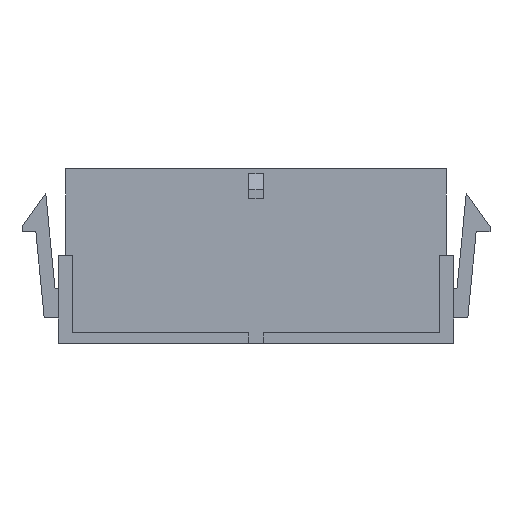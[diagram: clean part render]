
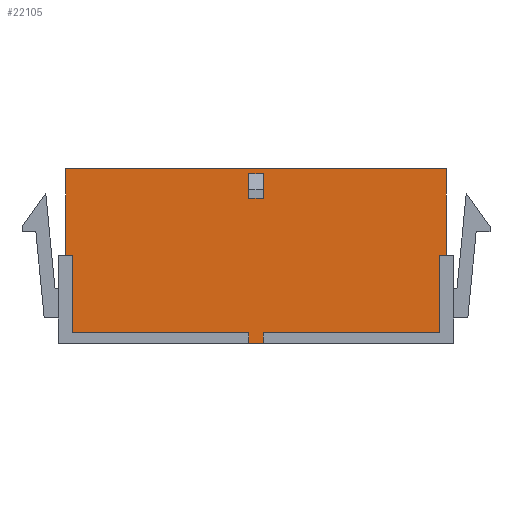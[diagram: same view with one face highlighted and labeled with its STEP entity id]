
A CAD part, front view. The second image highlights one B-rep face of the part: STEP entity #22105.
In plain terms, the highlighted planar face has unit normal (0, -1, 0).
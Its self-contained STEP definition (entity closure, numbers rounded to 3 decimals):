
#2004=ORIENTED_EDGE('',*,*,#8311,.T.);
#2005=ORIENTED_EDGE('',*,*,#8312,.T.);
#2006=ORIENTED_EDGE('',*,*,#8313,.F.);
#2007=ORIENTED_EDGE('',*,*,#8314,.F.);
#2008=ORIENTED_EDGE('',*,*,#8307,.T.);
#2009=ORIENTED_EDGE('',*,*,#6832,.T.);
#2010=ORIENTED_EDGE('',*,*,#8300,.F.);
#2011=ORIENTED_EDGE('',*,*,#8315,.F.);
#2012=ORIENTED_EDGE('',*,*,#8316,.T.);
#2013=ORIENTED_EDGE('',*,*,#8317,.T.);
#2014=ORIENTED_EDGE('',*,*,#8318,.T.);
#2015=ORIENTED_EDGE('',*,*,#8319,.F.);
#2016=ORIENTED_EDGE('',*,*,#8320,.F.);
#2017=ORIENTED_EDGE('',*,*,#8321,.F.);
#2018=ORIENTED_EDGE('',*,*,#8322,.T.);
#2019=ORIENTED_EDGE('',*,*,#8323,.T.);
#6832=EDGE_CURVE('',#10066,#10064,#12158,.T.);
#8300=EDGE_CURVE('',#11370,#10064,#13580,.T.);
#8307=EDGE_CURVE('',#11377,#10066,#13587,.T.);
#8311=EDGE_CURVE('',#11380,#11381,#13591,.T.);
#8312=EDGE_CURVE('',#11381,#11382,#13592,.T.);
#8313=EDGE_CURVE('',#11383,#11382,#13593,.T.);
#8314=EDGE_CURVE('',#11377,#11383,#13594,.T.);
#8315=EDGE_CURVE('',#11384,#11370,#13595,.T.);
#8316=EDGE_CURVE('',#11384,#11385,#13596,.T.);
#8317=EDGE_CURVE('',#11385,#11386,#13597,.T.);
#8318=EDGE_CURVE('',#11386,#11387,#13598,.T.);
#8319=EDGE_CURVE('',#11380,#11387,#13599,.T.);
#8320=EDGE_CURVE('',#11388,#11389,#13600,.T.);
#8321=EDGE_CURVE('',#11390,#11388,#13601,.T.);
#8322=EDGE_CURVE('',#11390,#11391,#13602,.T.);
#8323=EDGE_CURVE('',#11391,#11389,#13603,.T.);
#10064=VERTEX_POINT('',#30455);
#10066=VERTEX_POINT('',#30458);
#11370=VERTEX_POINT('',#33415);
#11377=VERTEX_POINT('',#33431);
#11380=VERTEX_POINT('',#33439);
#11381=VERTEX_POINT('',#33440);
#11382=VERTEX_POINT('',#33442);
#11383=VERTEX_POINT('',#33444);
#11384=VERTEX_POINT('',#33447);
#11385=VERTEX_POINT('',#33449);
#11386=VERTEX_POINT('',#33451);
#11387=VERTEX_POINT('',#33453);
#11388=VERTEX_POINT('',#33456);
#11389=VERTEX_POINT('',#33457);
#11390=VERTEX_POINT('',#33459);
#11391=VERTEX_POINT('',#33461);
#12158=LINE('',#30457,#15302);
#13580=LINE('',#33416,#16724);
#13587=LINE('',#33430,#16731);
#13591=LINE('',#33438,#16735);
#13592=LINE('',#33441,#16736);
#13593=LINE('',#33443,#16737);
#13594=LINE('',#33445,#16738);
#13595=LINE('',#33446,#16739);
#13596=LINE('',#33448,#16740);
#13597=LINE('',#33450,#16741);
#13598=LINE('',#33452,#16742);
#13599=LINE('',#33454,#16743);
#13600=LINE('',#33455,#16744);
#13601=LINE('',#33458,#16745);
#13602=LINE('',#33460,#16746);
#13603=LINE('',#33462,#16747);
#15302=VECTOR('',#24589,1000.);
#16724=VECTOR('',#26475,1000.);
#16731=VECTOR('',#26484,1000.);
#16735=VECTOR('',#26490,1000.);
#16736=VECTOR('',#26491,1000.);
#16737=VECTOR('',#26492,1000.);
#16738=VECTOR('',#26493,1000.);
#16739=VECTOR('',#26494,1000.);
#16740=VECTOR('',#26495,1000.);
#16741=VECTOR('',#26496,1000.);
#16742=VECTOR('',#26497,1000.);
#16743=VECTOR('',#26498,1000.);
#16744=VECTOR('',#26499,1000.);
#16745=VECTOR('',#26500,1000.);
#16746=VECTOR('',#26501,1000.);
#16747=VECTOR('',#26502,1000.);
#18510=EDGE_LOOP('',(#2004,#2005,#2006,#2007,#2008,#2009,#2010,#2011,#2012,
#2013,#2014,#2015));
#18511=EDGE_LOOP('',(#2016,#2017,#2018,#2019));
#19766=FACE_BOUND('',#18510,.T.);
#19767=FACE_BOUND('',#18511,.T.);
#20972=PLANE('',#23349);
#22105=ADVANCED_FACE('',(#19766,#19767),#20972,.T.);
#23349=AXIS2_PLACEMENT_3D('',#33437,#26488,#26489);
#24589=DIRECTION('',(-1.,0.,0.));
#26475=DIRECTION('',(0.,0.,1.));
#26484=DIRECTION('',(0.,0.,1.));
#26488=DIRECTION('',(0.,-1.,0.));
#26489=DIRECTION('',(0.,0.,-1.));
#26490=DIRECTION('',(0.,0.,1.));
#26491=DIRECTION('',(1.,0.,0.));
#26492=DIRECTION('',(0.,0.,-1.));
#26493=DIRECTION('',(-1.,0.,0.));
#26494=DIRECTION('',(-1.,0.,0.));
#26495=DIRECTION('',(0.,0.,-1.));
#26496=DIRECTION('',(1.,0.,0.));
#26497=DIRECTION('',(0.,0.,-1.));
#26498=DIRECTION('',(-1.,0.,0.));
#26499=DIRECTION('',(-1.,0.,0.));
#26500=DIRECTION('',(0.,0.,1.));
#26501=DIRECTION('',(-1.,0.,0.));
#26502=DIRECTION('',(0.,0.,1.));
#30455=CARTESIAN_POINT('',(-18.425,-3.425,8.45));
#30457=CARTESIAN_POINT('',(18.425,-3.425,8.45));
#30458=CARTESIAN_POINT('',(18.425,-3.425,8.45));
#33415=CARTESIAN_POINT('',(-18.425,-3.425,0.05));
#33416=CARTESIAN_POINT('',(-18.425,-3.425,-8.45));
#33430=CARTESIAN_POINT('',(18.425,-3.425,-8.45));
#33431=CARTESIAN_POINT('',(18.425,-3.425,0.05));
#33437=CARTESIAN_POINT('',(18.425,-3.425,-8.45));
#33438=CARTESIAN_POINT('',(0.7,-3.425,-8.45));
#33439=CARTESIAN_POINT('',(0.7,-3.425,-8.45));
#33440=CARTESIAN_POINT('',(0.7,-3.425,-7.45));
#33441=CARTESIAN_POINT('',(0.7,-3.425,-7.45));
#33442=CARTESIAN_POINT('',(17.775,-3.425,-7.45));
#33443=CARTESIAN_POINT('',(17.775,-3.425,0.05));
#33444=CARTESIAN_POINT('',(17.775,-3.425,0.05));
#33445=CARTESIAN_POINT('',(18.425,-3.425,0.05));
#33446=CARTESIAN_POINT('',(-17.775,-3.425,0.05));
#33447=CARTESIAN_POINT('',(-17.775,-3.425,0.05));
#33448=CARTESIAN_POINT('',(-17.775,-3.425,0.05));
#33449=CARTESIAN_POINT('',(-17.775,-3.425,-7.45));
#33450=CARTESIAN_POINT('',(-17.775,-3.425,-7.45));
#33451=CARTESIAN_POINT('',(-0.7,-3.425,-7.45));
#33452=CARTESIAN_POINT('',(-0.7,-3.425,-7.45));
#33453=CARTESIAN_POINT('',(-0.7,-3.425,-8.45));
#33454=CARTESIAN_POINT('',(18.425,-3.425,-8.45));
#33455=CARTESIAN_POINT('',(0.7,-3.425,7.95));
#33456=CARTESIAN_POINT('',(0.7,-3.425,7.95));
#33457=CARTESIAN_POINT('',(-0.7,-3.425,7.95));
#33458=CARTESIAN_POINT('',(0.7,-3.425,5.75));
#33459=CARTESIAN_POINT('',(0.7,-3.425,5.75));
#33460=CARTESIAN_POINT('',(0.7,-3.425,5.75));
#33461=CARTESIAN_POINT('',(-0.7,-3.425,5.75));
#33462=CARTESIAN_POINT('',(-0.7,-3.425,5.75));
